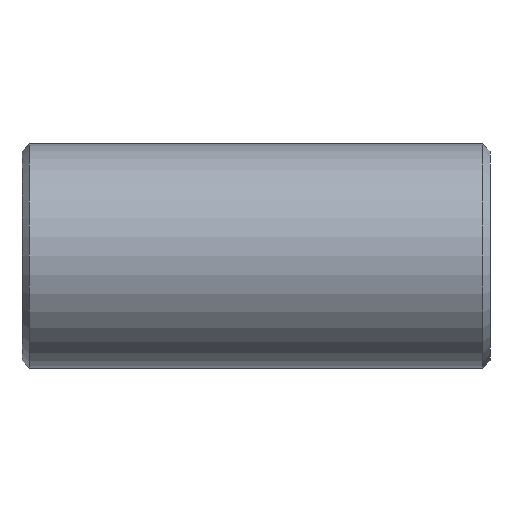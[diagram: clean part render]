
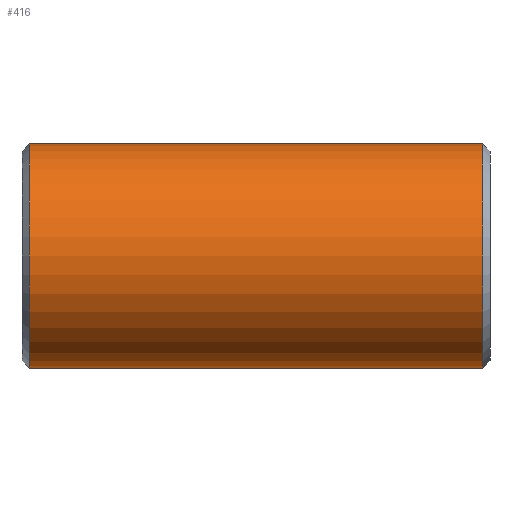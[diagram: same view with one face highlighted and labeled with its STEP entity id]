
A CAD part, front view. The second image highlights one B-rep face of the part: STEP entity #416.
In plain terms, the highlighted cylindrical face has radius 36.513 mm (diameter 73.025 mm), a partial arc.
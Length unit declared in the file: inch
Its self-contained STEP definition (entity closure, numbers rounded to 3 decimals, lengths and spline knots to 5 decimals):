
#22 = CARTESIAN_POINT ( 'NONE',  ( 3., 0., 0. ) ) ;
#81 = CIRCLE ( 'NONE', #129, 1.4375 ) ;
#116 = VECTOR ( 'NONE', #296, 39.37008 ) ;
#129 = AXIS2_PLACEMENT_3D ( 'NONE', #448, #275, #616 ) ;
#130 = CARTESIAN_POINT ( 'NONE',  ( -2.908, 0., 0. ) ) ;
#138 = DIRECTION ( 'NONE',  ( 0., 0., 1. ) ) ;
#142 = FACE_OUTER_BOUND ( 'NONE', #658, .T. ) ;
#176 = CARTESIAN_POINT ( 'NONE',  ( 3., 0., 1.4375 ) ) ;
#179 = LINE ( 'NONE', #176, #707 ) ;
#192 = EDGE_CURVE ( 'NONE', #342, #471, #365, .T. ) ;
#226 = AXIS2_PLACEMENT_3D ( 'NONE', #22, #715, #138 ) ;
#264 = CARTESIAN_POINT ( 'NONE',  ( -2.908, 0., 1.4375 ) ) ;
#275 = DIRECTION ( 'NONE',  ( -1., 0., 0. ) ) ;
#295 = DIRECTION ( 'NONE',  ( -1., 0., 0. ) ) ;
#296 = DIRECTION ( 'NONE',  ( -1., 0., 0. ) ) ;
#316 = DIRECTION ( 'NONE',  ( 1., 0., 0. ) ) ;
#342 = VERTEX_POINT ( 'NONE', #489 ) ;
#347 = VERTEX_POINT ( 'NONE', #264 ) ;
#350 = ORIENTED_EDGE ( 'NONE', *, *, #491, .T. ) ;
#365 = LINE ( 'NONE', #704, #116 ) ;
#391 = ORIENTED_EDGE ( 'NONE', *, *, #586, .T. ) ;
#415 = ORIENTED_EDGE ( 'NONE', *, *, #736, .T. ) ;
#416 = ADVANCED_FACE ( 'NONE', ( #142 ), #614, .T. ) ;
#429 = ORIENTED_EDGE ( 'NONE', *, *, #192, .F. ) ;
#448 = CARTESIAN_POINT ( 'NONE',  ( 2.908, 0., 0. ) ) ;
#471 = VERTEX_POINT ( 'NONE', #753 ) ;
#489 = CARTESIAN_POINT ( 'NONE',  ( 2.908, 0., -1.4375 ) ) ;
#491 = EDGE_CURVE ( 'NONE', #342, #755, #81, .T. ) ;
#492 = DIRECTION ( 'NONE',  ( 0., 0., 1. ) ) ;
#575 = AXIS2_PLACEMENT_3D ( 'NONE', #130, #316, #492 ) ;
#586 = EDGE_CURVE ( 'NONE', #755, #347, #179, .T. ) ;
#614 = CYLINDRICAL_SURFACE ( 'NONE', #226, 1.4375 ) ;
#616 = DIRECTION ( 'NONE',  ( 0., 0., -1. ) ) ;
#636 = CIRCLE ( 'NONE', #575, 1.4375 ) ;
#656 = CARTESIAN_POINT ( 'NONE',  ( 2.908, 0., 1.4375 ) ) ;
#658 = EDGE_LOOP ( 'NONE', ( #429, #350, #391, #415 ) ) ;
#704 = CARTESIAN_POINT ( 'NONE',  ( 3., 0., -1.4375 ) ) ;
#707 = VECTOR ( 'NONE', #295, 39.37008 ) ;
#715 = DIRECTION ( 'NONE',  ( -1., 0., 0. ) ) ;
#736 = EDGE_CURVE ( 'NONE', #347, #471, #636, .T. ) ;
#753 = CARTESIAN_POINT ( 'NONE',  ( -2.908, 0., -1.4375 ) ) ;
#755 = VERTEX_POINT ( 'NONE', #656 ) ;
